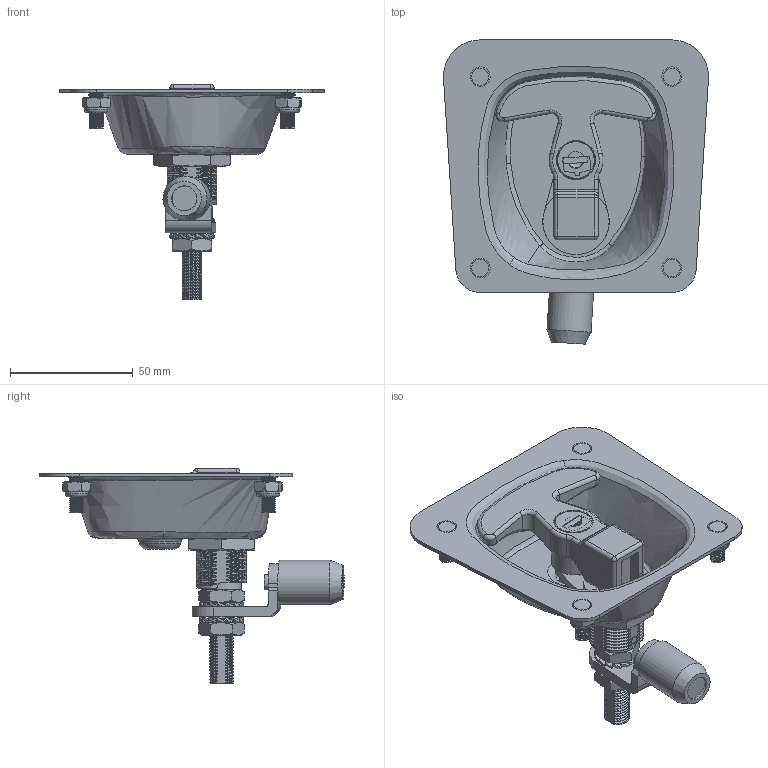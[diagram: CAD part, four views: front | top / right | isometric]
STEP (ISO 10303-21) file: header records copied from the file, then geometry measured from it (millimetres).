
FILE_DESCRIPTION(('STEP AP203'),'1');
FILE_NAME('214.1F.03.02.step','2020-08-27T06:13:55',(' '),(' '),'Spatial InterOp 3D',' ',' ');
FILE_SCHEMA(('CONFIG_CONTROL_DESIGN'));
Length unit declared in the file: millimetre
Products named in the file (34): 1; 2; 3; 4; 5; 6; 7; 8; 9; 10; 11; 12; 13; 14; 15; 16; 17; 18; 19; 20; 21; 22; 23; 24; 25; 26; 27; 28; 29; 30; 31; 32; 33; 34
Bounding box: 107.94 x 123.95 x 87.7 mm (x, y, z)
Volume: 66870.2 mm3; surface area: 64927.4 mm2
Topology: 34 solids, 34 shells, 1708 faces, 4961 edges, 3326 vertices
Faces by surface type: bspline 644, plane 522, cylinder 347, cone 155, torus 36, sphere 4
Full cylindrical faces by diameter (mm): 3 x2, 5 x12, 5.2 x1, 6 x8, 6.1 x1, 6.2 x1, 7 x4, 7.1 x8, 8 x5, 8.5 x2, 8.6 x1, 9.5 x4, 10 x3, 10.2 x1, 10.5 x2, 11.5 x1, 12 x1, 12.4 x1, 12.5 x1, 15 x1, 15.1 x1, 15.7 x1, 16 x4, 18 x2, 20.6 x1, 27 x1
Entity records: 97990 total; most frequent: CARTESIAN_POINT 58961, ORIENTED_EDGE 9624, DIRECTION 5595, EDGE_CURVE 4812, VERTEX_POINT 3293, AXIS2_PLACEMENT_3D 1957, EDGE_LOOP 1905, FACE_OUTER_BOUND 1788
